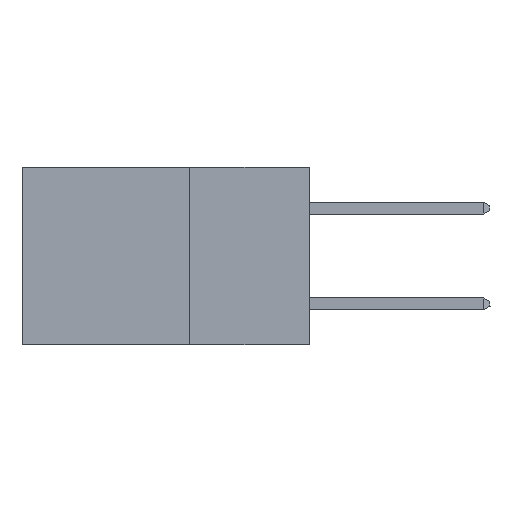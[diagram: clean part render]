
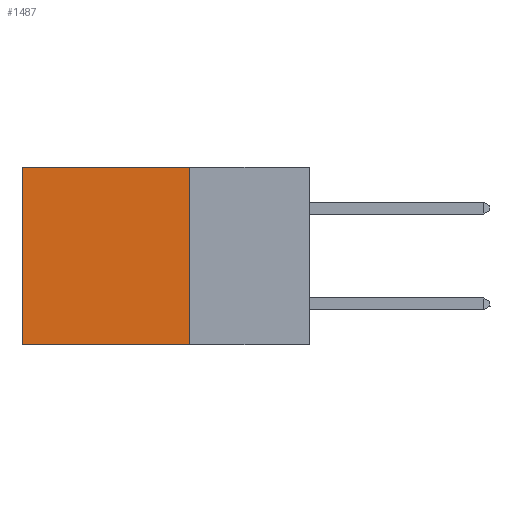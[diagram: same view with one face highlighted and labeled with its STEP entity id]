
A CAD part, left-side view. The second image highlights one B-rep face of the part: STEP entity #1487.
In plain terms, the highlighted planar face has unit normal (-1, 0, 0).
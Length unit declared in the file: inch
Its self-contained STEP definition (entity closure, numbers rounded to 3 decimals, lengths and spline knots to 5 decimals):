
#588 = LINE ( 'NONE', #21275, #1598 ) ;
#982 = DIRECTION ( 'NONE',  ( 0., 1., 0. ) ) ;
#1006 = DIRECTION ( 'NONE',  ( 0., 1., 0. ) ) ;
#1469 = PLANE ( 'NONE',  #16134 ) ;
#1487 = ADVANCED_FACE ( 'NONE', ( #15805 ), #1469, .F. ) ;
#1598 = VECTOR ( 'NONE', #982, 39.37008 ) ;
#1760 = CARTESIAN_POINT ( 'NONE',  ( 0.2875, 0.6, 0. ) ) ;
#1980 = DIRECTION ( 'NONE',  ( 0., 0., -1. ) ) ;
#3353 = LINE ( 'NONE', #11068, #6793 ) ;
#3580 = ORIENTED_EDGE ( 'NONE', *, *, #12709, .F. ) ;
#3765 = CARTESIAN_POINT ( 'NONE',  ( 0.2875, 0.25, -0.37 ) ) ;
#4025 = LINE ( 'NONE', #17329, #5865 ) ;
#4274 = VERTEX_POINT ( 'NONE', #1760 ) ;
#5530 = CARTESIAN_POINT ( 'NONE',  ( 0.2875, 0.25, 0. ) ) ;
#5865 = VECTOR ( 'NONE', #1980, 39.37008 ) ;
#6082 = EDGE_CURVE ( 'NONE', #10469, #7145, #3353, .T. ) ;
#6793 = VECTOR ( 'NONE', #1006, 39.37008 ) ;
#7145 = VERTEX_POINT ( 'NONE', #14842 ) ;
#8711 = ORIENTED_EDGE ( 'NONE', *, *, #20547, .T. ) ;
#8912 = LINE ( 'NONE', #15251, #21912 ) ;
#9042 = DIRECTION ( 'NONE',  ( 1., 0., 0. ) ) ;
#9583 = EDGE_CURVE ( 'NONE', #11863, #4274, #588, .T. ) ;
#10048 = CARTESIAN_POINT ( 'NONE',  ( 0.2875, 0.25, 0. ) ) ;
#10469 = VERTEX_POINT ( 'NONE', #3765 ) ;
#11068 = CARTESIAN_POINT ( 'NONE',  ( 0.2875, 0.25, -0.37 ) ) ;
#11274 = ORIENTED_EDGE ( 'NONE', *, *, #9583, .T. ) ;
#11863 = VERTEX_POINT ( 'NONE', #5530 ) ;
#12709 = EDGE_CURVE ( 'NONE', #11863, #10469, #4025, .T. ) ;
#14842 = CARTESIAN_POINT ( 'NONE',  ( 0.2875, 0.6, -0.37 ) ) ;
#15197 = DIRECTION ( 'NONE',  ( 0., 0., -1. ) ) ;
#15251 = CARTESIAN_POINT ( 'NONE',  ( 0.2875, 0.6, 0. ) ) ;
#15736 = EDGE_LOOP ( 'NONE', ( #8711, #21676, #3580, #11274 ) ) ;
#15805 = FACE_OUTER_BOUND ( 'NONE', #15736, .T. ) ;
#16134 = AXIS2_PLACEMENT_3D ( 'NONE', #10048, #9042, #15197 ) ;
#17329 = CARTESIAN_POINT ( 'NONE',  ( 0.2875, 0.25, 0. ) ) ;
#18673 = DIRECTION ( 'NONE',  ( 0., 0., -1. ) ) ;
#20547 = EDGE_CURVE ( 'NONE', #4274, #7145, #8912, .T. ) ;
#21275 = CARTESIAN_POINT ( 'NONE',  ( 0.2875, 0.25, 0. ) ) ;
#21676 = ORIENTED_EDGE ( 'NONE', *, *, #6082, .F. ) ;
#21912 = VECTOR ( 'NONE', #18673, 39.37008 ) ;
